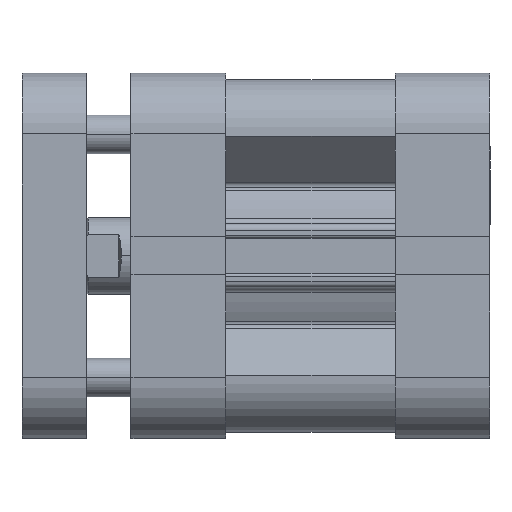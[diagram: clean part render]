
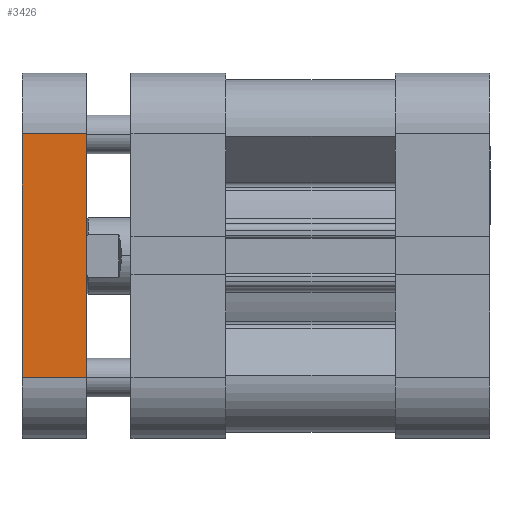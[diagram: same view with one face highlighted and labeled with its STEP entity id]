
A CAD part, top view. The second image highlights one B-rep face of the part: STEP entity #3426.
In plain terms, the highlighted planar face has unit normal (0, 0, 1).
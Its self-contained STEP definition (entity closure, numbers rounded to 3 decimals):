
#195 = VERTEX_POINT ( 'NONE', #4528 ) ;
#496 = VERTEX_POINT ( 'NONE', #4829 ) ;
#497 = VERTEX_POINT ( 'NONE', #4830 ) ;
#504 = VERTEX_POINT ( 'NONE', #4837 ) ;
#3426 = ADVANCED_FACE ( 'NONE', ( #8534 ), #5398, .T. ) ;
#3661 = ORIENTED_EDGE ( 'NONE', *, *, #7330, .F. ) ;
#3792 = ORIENTED_EDGE ( 'NONE', *, *, #7272, .T. ) ;
#3850 = ORIENTED_EDGE ( 'NONE', *, *, #7295, .F. ) ;
#3885 = ORIENTED_EDGE ( 'NONE', *, *, #7282, .T. ) ;
#4528 = CARTESIAN_POINT ( 'NONE',  ( -17.821, 19., 28.5 ) ) ;
#4829 = CARTESIAN_POINT ( 'NONE',  ( -27.821, -19., 28.5 ) ) ;
#4830 = CARTESIAN_POINT ( 'NONE',  ( -27.821, 19., 28.5 ) ) ;
#4837 = CARTESIAN_POINT ( 'NONE',  ( -17.821, -19., 28.5 ) ) ;
#5398 = PLANE ( 'NONE',  #8239 ) ;
#5401 = CARTESIAN_POINT ( 'NONE',  ( 22.484, -62.841, 28.5 ) ) ;
#5407 = DIRECTION ( 'NONE',  ( 0., 0., 1. ) ) ;
#5408 = DIRECTION ( 'NONE',  ( 1., 0., 0. ) ) ;
#5882 = EDGE_LOOP ( 'NONE', ( #3850, #3885, #3661, #3792 ) ) ;
#7272 = EDGE_CURVE ( 'NONE', #195, #497, #9058, .T. ) ;
#7282 = EDGE_CURVE ( 'NONE', #496, #504, #9087, .T. ) ;
#7295 = EDGE_CURVE ( 'NONE', #496, #497, #9107, .T. ) ;
#7330 = EDGE_CURVE ( 'NONE', #195, #504, #9160, .T. ) ;
#8239 = AXIS2_PLACEMENT_3D ( 'NONE', #5401, #5407, #5408 ) ;
#8534 = FACE_OUTER_BOUND ( 'NONE', #5882, .T. ) ;
#9057 = VECTOR ( 'NONE', #10541, 1000. ) ;
#9058 = LINE ( 'NONE', #10540, #9057 ) ;
#9087 = LINE ( 'NONE', #10561, #9088 ) ;
#9088 = VECTOR ( 'NONE', #10562, 1000. ) ;
#9107 = LINE ( 'NONE', #10591, #9108 ) ;
#9108 = VECTOR ( 'NONE', #10592, 1000. ) ;
#9160 = LINE ( 'NONE', #10679, #9161 ) ;
#9161 = VECTOR ( 'NONE', #10680, 1000. ) ;
#10540 = CARTESIAN_POINT ( 'NONE',  ( 22.484, 19., 28.5 ) ) ;
#10541 = DIRECTION ( 'NONE',  ( -1., 0., 0. ) ) ;
#10561 = CARTESIAN_POINT ( 'NONE',  ( -17.821, -19., 28.5 ) ) ;
#10562 = DIRECTION ( 'NONE',  ( 1., 0., 0. ) ) ;
#10591 = CARTESIAN_POINT ( 'NONE',  ( -27.821, -62.841, 28.5 ) ) ;
#10592 = DIRECTION ( 'NONE',  ( 0., 1., 0. ) ) ;
#10679 = CARTESIAN_POINT ( 'NONE',  ( -17.821, -62.841, 28.5 ) ) ;
#10680 = DIRECTION ( 'NONE',  ( 0., -1., 0. ) ) ;
